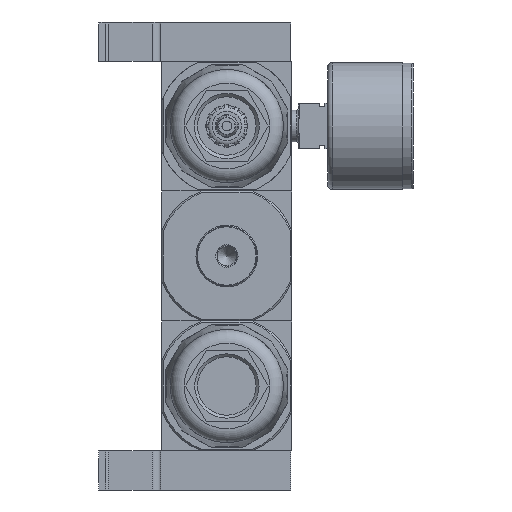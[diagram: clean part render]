
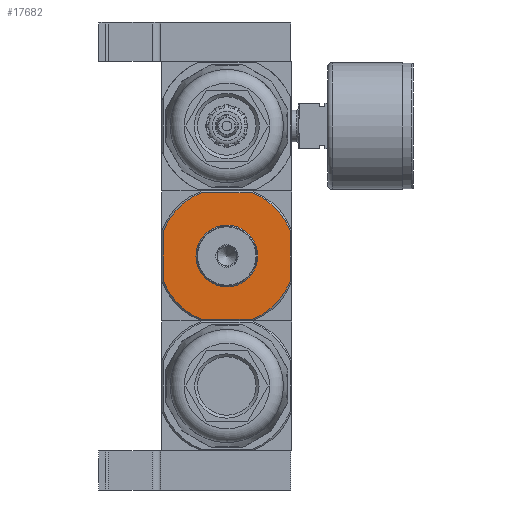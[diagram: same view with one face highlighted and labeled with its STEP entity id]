
A CAD part, front view. The second image highlights one B-rep face of the part: STEP entity #17682.
In plain terms, the highlighted planar face has unit normal (0, -1, 0).
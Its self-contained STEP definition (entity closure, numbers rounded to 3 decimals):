
#1640=CIRCLE('',#24319,9.5);
#1641=CIRCLE('',#24320,21.);
#1642=CIRCLE('',#24321,21.);
#1643=CIRCLE('',#24322,21.);
#1644=CIRCLE('',#24323,21.);
#4832=ORIENTED_EDGE('',*,*,#8532,.F.);
#4833=ORIENTED_EDGE('',*,*,#8533,.T.);
#4834=ORIENTED_EDGE('',*,*,#8534,.F.);
#4835=ORIENTED_EDGE('',*,*,#8528,.T.);
#4836=ORIENTED_EDGE('',*,*,#8535,.F.);
#4837=ORIENTED_EDGE('',*,*,#8536,.F.);
#4838=ORIENTED_EDGE('',*,*,#8537,.F.);
#4839=ORIENTED_EDGE('',*,*,#8538,.F.);
#4840=ORIENTED_EDGE('',*,*,#8539,.F.);
#8528=EDGE_CURVE('',#10654,#10655,#12113,.T.);
#8532=EDGE_CURVE('',#10658,#10658,#1640,.F.);
#8533=EDGE_CURVE('',#10659,#10660,#12115,.T.);
#8534=EDGE_CURVE('',#10654,#10660,#1641,.T.);
#8535=EDGE_CURVE('',#10661,#10655,#1642,.T.);
#8536=EDGE_CURVE('',#10662,#10661,#12116,.T.);
#8537=EDGE_CURVE('',#10663,#10662,#1643,.T.);
#8538=EDGE_CURVE('',#10664,#10663,#12117,.T.);
#8539=EDGE_CURVE('',#10659,#10664,#1644,.T.);
#10654=VERTEX_POINT('',#34155);
#10655=VERTEX_POINT('',#34156);
#10658=VERTEX_POINT('',#34170);
#10659=VERTEX_POINT('',#34172);
#10660=VERTEX_POINT('',#34173);
#10661=VERTEX_POINT('',#34176);
#10662=VERTEX_POINT('',#34178);
#10663=VERTEX_POINT('',#34180);
#10664=VERTEX_POINT('',#34182);
#12113=LINE('',#34154,#13277);
#12115=LINE('',#34171,#13279);
#12116=LINE('',#34177,#13280);
#12117=LINE('',#34181,#13281);
#13277=VECTOR('',#28197,1000.);
#13279=VECTOR('',#28203,1000.);
#13280=VECTOR('',#28208,1000.);
#13281=VECTOR('',#28211,1000.);
#14544=EDGE_LOOP('',(#4832));
#14545=EDGE_LOOP('',(#4833,#4834,#4835,#4836,#4837,#4838,#4839,#4840));
#15930=FACE_BOUND('',#14544,.T.);
#15931=FACE_BOUND('',#14545,.T.);
#16853=PLANE('',#24318);
#17682=ADVANCED_FACE('',(#15930,#15931),#16853,.F.);
#24318=AXIS2_PLACEMENT_3D('',#34168,#28199,#28200);
#24319=AXIS2_PLACEMENT_3D('',#34169,#28201,#28202);
#24320=AXIS2_PLACEMENT_3D('',#34174,#28204,#28205);
#24321=AXIS2_PLACEMENT_3D('',#34175,#28206,#28207);
#24322=AXIS2_PLACEMENT_3D('',#34179,#28209,#28210);
#24323=AXIS2_PLACEMENT_3D('',#34183,#28212,#28213);
#28197=DIRECTION('',(0.,0.,-1.));
#28199=DIRECTION('',(0.,1.,0.));
#28200=DIRECTION('',(0.,0.,1.));
#28201=DIRECTION('',(0.,1.,0.));
#28202=DIRECTION('',(0.,0.,1.));
#28203=DIRECTION('',(-1.,0.,0.));
#28204=DIRECTION('',(0.,1.,0.));
#28205=DIRECTION('',(-1.,0.,0.));
#28206=DIRECTION('',(0.,1.,0.));
#28207=DIRECTION('',(-1.,0.,0.));
#28208=DIRECTION('',(-1.,0.,0.));
#28209=DIRECTION('',(0.,1.,0.));
#28210=DIRECTION('',(-1.,0.,0.));
#28211=DIRECTION('',(0.,0.,-1.));
#28212=DIRECTION('',(0.,1.,0.));
#28213=DIRECTION('',(-1.,0.,0.));
#34154=CARTESIAN_POINT('',(-19.5,-20.,20.));
#34155=CARTESIAN_POINT('',(-19.5,-20.,7.794));
#34156=CARTESIAN_POINT('',(-19.5,-20.,-7.794));
#34168=CARTESIAN_POINT('',(-19.5,-20.,20.));
#34169=CARTESIAN_POINT('',(0.,-20.,0.));
#34170=CARTESIAN_POINT('',(0.,-20.,9.5));
#34171=CARTESIAN_POINT('',(20.,-20.,19.5));
#34172=CARTESIAN_POINT('',(7.794,-20.,19.5));
#34173=CARTESIAN_POINT('',(-7.794,-20.,19.5));
#34174=CARTESIAN_POINT('',(0.,-20.,0.));
#34175=CARTESIAN_POINT('',(0.,-20.,0.));
#34176=CARTESIAN_POINT('',(-7.794,-20.,-19.5));
#34177=CARTESIAN_POINT('',(20.,-20.,-19.5));
#34178=CARTESIAN_POINT('',(7.794,-20.,-19.5));
#34179=CARTESIAN_POINT('',(0.,-20.,0.));
#34180=CARTESIAN_POINT('',(19.5,-20.,-7.794));
#34181=CARTESIAN_POINT('',(19.5,-20.,20.));
#34182=CARTESIAN_POINT('',(19.5,-20.,7.794));
#34183=CARTESIAN_POINT('',(0.,-20.,0.));
